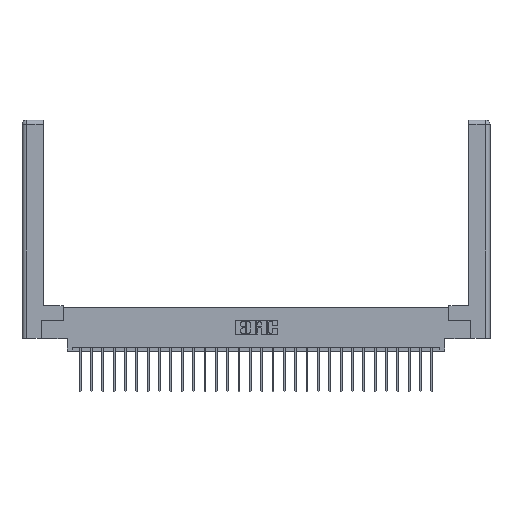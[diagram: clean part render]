
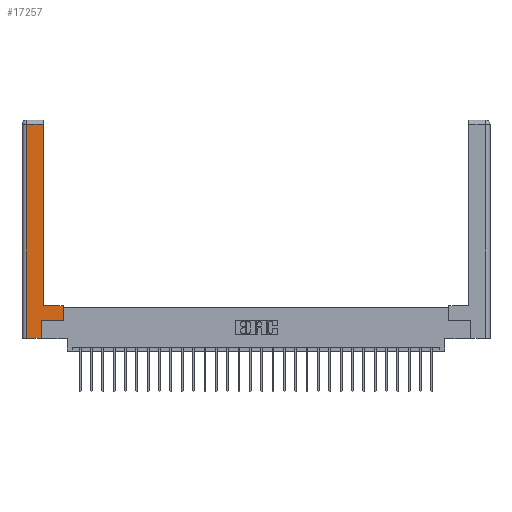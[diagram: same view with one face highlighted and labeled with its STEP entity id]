
A CAD part, top view. The second image highlights one B-rep face of the part: STEP entity #17257.
In plain terms, the highlighted planar face has unit normal (0, 0, 1).
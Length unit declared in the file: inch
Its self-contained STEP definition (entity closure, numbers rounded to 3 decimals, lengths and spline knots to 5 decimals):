
#105 = DIRECTION ( 'NONE',  ( 0., 1., 0. ) ) ;
#1513 = CARTESIAN_POINT ( 'NONE',  ( 0.565, 0.245, 0. ) ) ;
#1554 = DIRECTION ( 'NONE',  ( -1., 0., 0. ) ) ;
#2608 = VECTOR ( 'NONE', #13117, 39.37008 ) ;
#2685 = DIRECTION ( 'NONE',  ( -1., 0., 0. ) ) ;
#2795 = DIRECTION ( 'NONE',  ( 0., -1., 0. ) ) ;
#3084 = EDGE_CURVE ( 'NONE', #19366, #23967, #7464, .T. ) ;
#4553 = CARTESIAN_POINT ( 'NONE',  ( 0.295, 2.94, 0. ) ) ;
#4958 = CARTESIAN_POINT ( 'NONE',  ( 0.0615, 2.94, 0. ) ) ;
#5500 = ORIENTED_EDGE ( 'NONE', *, *, #14186, .T. ) ;
#5546 = CARTESIAN_POINT ( 'NONE',  ( 0.565, 0.45, 0. ) ) ;
#5755 = ORIENTED_EDGE ( 'NONE', *, *, #9883, .T. ) ;
#5799 = FACE_OUTER_BOUND ( 'NONE', #5827, .T. ) ;
#5827 = EDGE_LOOP ( 'NONE', ( #5500, #5755, #23143, #28635, #16908, #26355, #17588, #12056 ) ) ;
#6180 = VERTEX_POINT ( 'NONE', #18370 ) ;
#6550 = VERTEX_POINT ( 'NONE', #4553 ) ;
#6569 = AXIS2_PLACEMENT_3D ( 'NONE', #14938, #12765, #1554 ) ;
#6804 = LINE ( 'NONE', #20735, #27075 ) ;
#7197 = VECTOR ( 'NONE', #17869, 39.37008 ) ;
#7464 = LINE ( 'NONE', #26473, #2608 ) ;
#7712 = CARTESIAN_POINT ( 'NONE',  ( 0.295, 0.45, 0. ) ) ;
#9587 = DIRECTION ( 'NONE',  ( 0., 1., 0. ) ) ;
#9616 = VECTOR ( 'NONE', #2795, 39.37008 ) ;
#9883 = EDGE_CURVE ( 'NONE', #6550, #20290, #17411, .T. ) ;
#10237 = CARTESIAN_POINT ( 'NONE',  ( 0.265, 0., 0. ) ) ;
#10346 = LINE ( 'NONE', #24323, #7197 ) ;
#12056 = ORIENTED_EDGE ( 'NONE', *, *, #24398, .T. ) ;
#12106 = CARTESIAN_POINT ( 'NONE',  ( 0.265, 0.245, 0. ) ) ;
#12765 = DIRECTION ( 'NONE',  ( 0., 0., -1. ) ) ;
#13086 = EDGE_CURVE ( 'NONE', #15347, #19366, #18658, .T. ) ;
#13117 = DIRECTION ( 'NONE',  ( 1., 0., 0. ) ) ;
#13482 = CARTESIAN_POINT ( 'NONE',  ( 0.265, 0.245, 0. ) ) ;
#14186 = EDGE_CURVE ( 'NONE', #21411, #6550, #6804, .T. ) ;
#14657 = VERTEX_POINT ( 'NONE', #5546 ) ;
#14938 = CARTESIAN_POINT ( 'NONE',  ( 0., 0., 0. ) ) ;
#15347 = VERTEX_POINT ( 'NONE', #10237 ) ;
#15940 = LINE ( 'NONE', #24879, #26090 ) ;
#16908 = ORIENTED_EDGE ( 'NONE', *, *, #13086, .T. ) ;
#17257 = ADVANCED_FACE ( 'NONE', ( #5799 ), #28291, .F. ) ;
#17381 = EDGE_CURVE ( 'NONE', #20290, #6180, #19101, .T. ) ;
#17411 = LINE ( 'NONE', #26276, #24032 ) ;
#17588 = ORIENTED_EDGE ( 'NONE', *, *, #20136, .T. ) ;
#17869 = DIRECTION ( 'NONE',  ( -1., 0., 0. ) ) ;
#18370 = CARTESIAN_POINT ( 'NONE',  ( 0.0615, 0., 0. ) ) ;
#18658 = LINE ( 'NONE', #13482, #28821 ) ;
#19101 = LINE ( 'NONE', #20671, #9616 ) ;
#19366 = VERTEX_POINT ( 'NONE', #12106 ) ;
#19840 = DIRECTION ( 'NONE',  ( 1., 0., 0. ) ) ;
#19973 = VECTOR ( 'NONE', #19840, 39.37008 ) ;
#20136 = EDGE_CURVE ( 'NONE', #23967, #14657, #15940, .T. ) ;
#20290 = VERTEX_POINT ( 'NONE', #4958 ) ;
#20671 = CARTESIAN_POINT ( 'NONE',  ( 0.0615, 0., 0. ) ) ;
#20735 = CARTESIAN_POINT ( 'NONE',  ( 0.295, 3., 0. ) ) ;
#21386 = LINE ( 'NONE', #26462, #19973 ) ;
#21411 = VERTEX_POINT ( 'NONE', #7712 ) ;
#22291 = DIRECTION ( 'NONE',  ( 0., 1., 0. ) ) ;
#23143 = ORIENTED_EDGE ( 'NONE', *, *, #17381, .T. ) ;
#23967 = VERTEX_POINT ( 'NONE', #1513 ) ;
#24032 = VECTOR ( 'NONE', #2685, 39.37008 ) ;
#24323 = CARTESIAN_POINT ( 'NONE',  ( 0.295, 0.45, 0. ) ) ;
#24398 = EDGE_CURVE ( 'NONE', #14657, #21411, #10346, .T. ) ;
#24879 = CARTESIAN_POINT ( 'NONE',  ( 0.565, 0.45, 0. ) ) ;
#26090 = VECTOR ( 'NONE', #22291, 39.37008 ) ;
#26276 = CARTESIAN_POINT ( 'NONE',  ( 0.0615, 2.94, 0. ) ) ;
#26355 = ORIENTED_EDGE ( 'NONE', *, *, #3084, .T. ) ;
#26462 = CARTESIAN_POINT ( 'NONE',  ( 0.265, 0., 0. ) ) ;
#26473 = CARTESIAN_POINT ( 'NONE',  ( 0.565, 0.245, 0. ) ) ;
#27075 = VECTOR ( 'NONE', #9587, 39.37008 ) ;
#27505 = EDGE_CURVE ( 'NONE', #6180, #15347, #21386, .T. ) ;
#28291 = PLANE ( 'NONE',  #6569 ) ;
#28635 = ORIENTED_EDGE ( 'NONE', *, *, #27505, .T. ) ;
#28821 = VECTOR ( 'NONE', #105, 39.37008 ) ;
